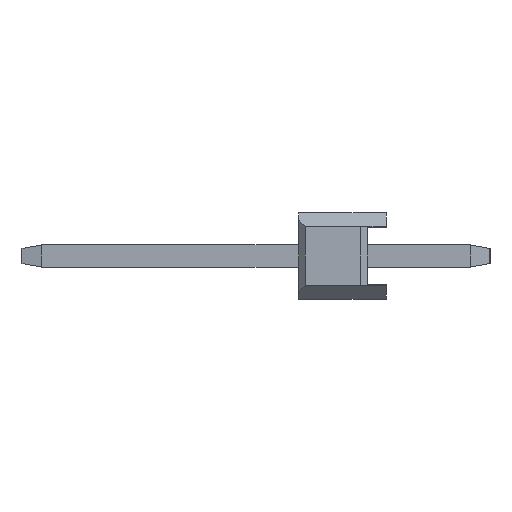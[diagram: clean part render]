
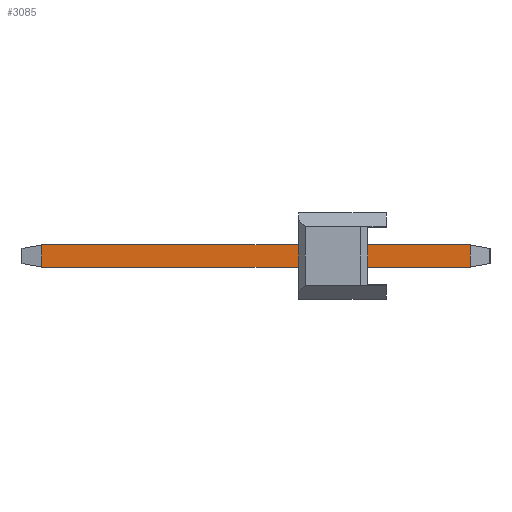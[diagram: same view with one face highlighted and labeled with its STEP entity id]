
A CAD part, left-side view. The second image highlights one B-rep face of the part: STEP entity #3085.
In plain terms, the highlighted planar face has unit normal (-1, 0, 0).
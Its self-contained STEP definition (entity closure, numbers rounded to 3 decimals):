
#1897 = DIRECTION ( 'NONE',  ( 0., 0., 1. ) ) ;
#3085 = ADVANCED_FACE ( 'NONE', ( #26650 ), #7620, .F. ) ;
#4240 = CARTESIAN_POINT ( 'NONE',  ( -0.32, 10.54, 0.32 ) ) ;
#5528 = DIRECTION ( 'NONE',  ( 0., 0., -1. ) ) ;
#6946 = DIRECTION ( 'NONE',  ( 0., 0., -1. ) ) ;
#7280 = ORIENTED_EDGE ( 'NONE', *, *, #10708, .T. ) ;
#7620 = PLANE ( 'NONE',  #13682 ) ;
#9871 = LINE ( 'NONE', #18341, #13222 ) ;
#10708 = EDGE_CURVE ( 'NONE', #20260, #18908, #9871, .T. ) ;
#11256 = EDGE_CURVE ( 'NONE', #18908, #20065, #12462, .T. ) ;
#11502 = CARTESIAN_POINT ( 'NONE',  ( -0.32, 9.973, -0.32 ) ) ;
#11891 = VECTOR ( 'NONE', #6946, 1000. ) ;
#12262 = CARTESIAN_POINT ( 'NONE',  ( -0.32, -2.433, 0.32 ) ) ;
#12462 = LINE ( 'NONE', #20916, #17242 ) ;
#12725 = DIRECTION ( 'NONE',  ( 0., -1., 0. ) ) ;
#13222 = VECTOR ( 'NONE', #26802, 1000. ) ;
#13682 = AXIS2_PLACEMENT_3D ( 'NONE', #16092, #24557, #5528 ) ;
#16092 = CARTESIAN_POINT ( 'NONE',  ( -0.32, 10.54, 0.32 ) ) ;
#17242 = VECTOR ( 'NONE', #1897, 1000. ) ;
#17517 = LINE ( 'NONE', #25977, #11891 ) ;
#17959 = CARTESIAN_POINT ( 'NONE',  ( -0.32, 9.973, 0.32 ) ) ;
#17993 = ORIENTED_EDGE ( 'NONE', *, *, #11256, .T. ) ;
#18135 = EDGE_LOOP ( 'NONE', ( #7280, #17993, #20205, #27350 ) ) ;
#18341 = CARTESIAN_POINT ( 'NONE',  ( -0.32, 10.54, -0.32 ) ) ;
#18715 = VERTEX_POINT ( 'NONE', #17959 ) ;
#18747 = CARTESIAN_POINT ( 'NONE',  ( -0.32, -2.433, -0.32 ) ) ;
#18908 = VERTEX_POINT ( 'NONE', #18747 ) ;
#19638 = VECTOR ( 'NONE', #12725, 1000. ) ;
#20065 = VERTEX_POINT ( 'NONE', #12262 ) ;
#20205 = ORIENTED_EDGE ( 'NONE', *, *, #27425, .F. ) ;
#20260 = VERTEX_POINT ( 'NONE', #11502 ) ;
#20916 = CARTESIAN_POINT ( 'NONE',  ( -0.32, -2.433, 0.32 ) ) ;
#21450 = EDGE_CURVE ( 'NONE', #18715, #20260, #17517, .T. ) ;
#23263 = LINE ( 'NONE', #4240, #19638 ) ;
#24557 = DIRECTION ( 'NONE',  ( 1., 0., 0. ) ) ;
#25977 = CARTESIAN_POINT ( 'NONE',  ( -0.32, 9.973, -0.32 ) ) ;
#26650 = FACE_OUTER_BOUND ( 'NONE', #18135, .T. ) ;
#26802 = DIRECTION ( 'NONE',  ( 0., -1., 0. ) ) ;
#27350 = ORIENTED_EDGE ( 'NONE', *, *, #21450, .T. ) ;
#27425 = EDGE_CURVE ( 'NONE', #18715, #20065, #23263, .T. ) ;
